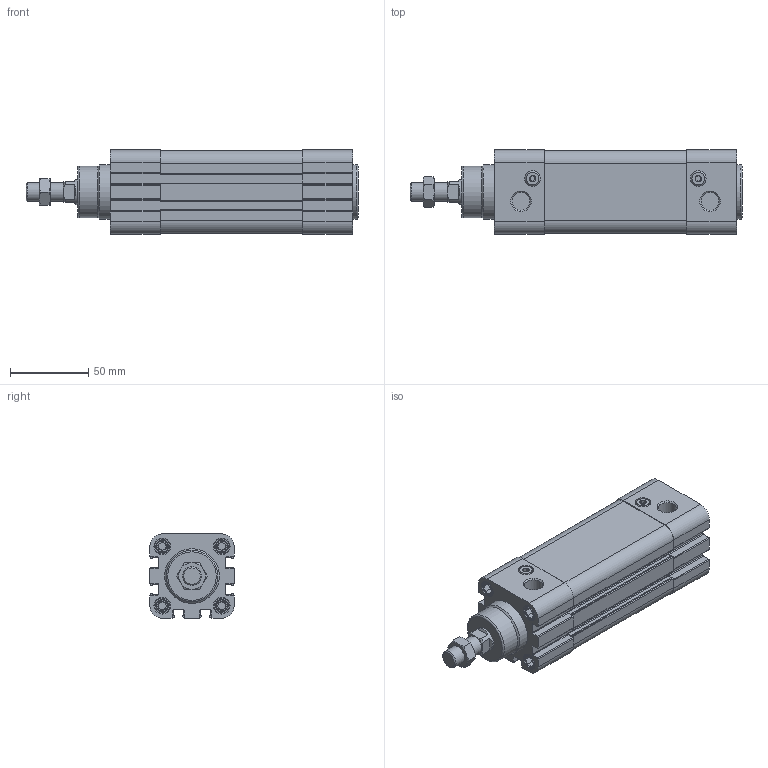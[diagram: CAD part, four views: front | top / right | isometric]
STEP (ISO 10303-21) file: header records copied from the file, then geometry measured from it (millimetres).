
FILE_DESCRIPTION(/* description */ ('STEP AP203'),/* implementation_level */ '2;1');
FILE_NAME(/* name */ 'FVBC40X50-0-S()(0)',/* time_stamp */ '2024-05-09T13:52:42+02:00',/* author */ ('License CC BY-ND 4.0'),/* organization */ ('CADENAS'),/* preprocessor_version */ 'ST-DEVELOPER v19.3',/* originating_system */ 'PARTsolutions',/* authorisation */ ' ');
FILE_SCHEMA (('CONFIG_CONTROL_DESIGN'));
Length unit declared in the file: millimetre
Products named in the file (3): FVBC40X50-0-S()(0); FVB40x50()_fvbc_body ; 40X50-0_rod
Assembly tree (2 placements, depth 2):
  FVBC40X50-0-S()(0)
    FVB40x50()_fvbc_body 
    40X50-0_rod
Bounding box: 212.5 x 54 x 54.08 mm (x, y, z)
Volume: 350742.9 mm3; surface area: 97173 mm2
Topology: 2 solids, 2 shells, 448 faces, 1106 edges, 713 vertices
Faces by surface type: plane 261, cylinder 148, cone 28, torus 11
Full cylindrical faces by diameter (mm): 4.917 x8, 8.4 x8, 9.7 x8, 10 x2, 11.445 x2, 12 x2, 16 x3, 23.333 x2, 33 x1, 35 x2, 40 x2
Entity records: 12911 total; most frequent: CARTESIAN_POINT 2283, DIRECTION 2246, ORIENTED_EDGE 2066, EDGE_CURVE 1033, AXIS2_PLACEMENT_3D 794, VERTEX_POINT 703, LINE 658, VECTOR 658
